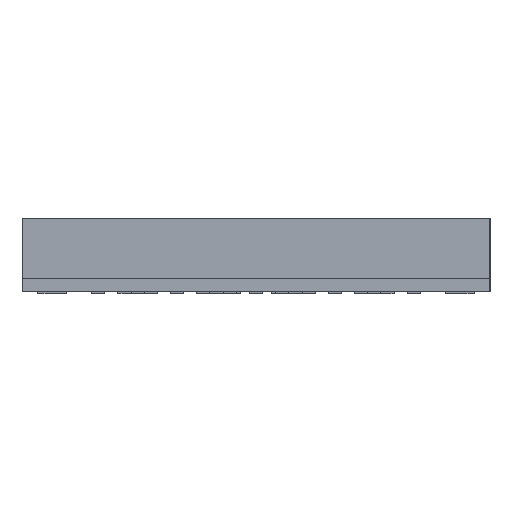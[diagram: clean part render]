
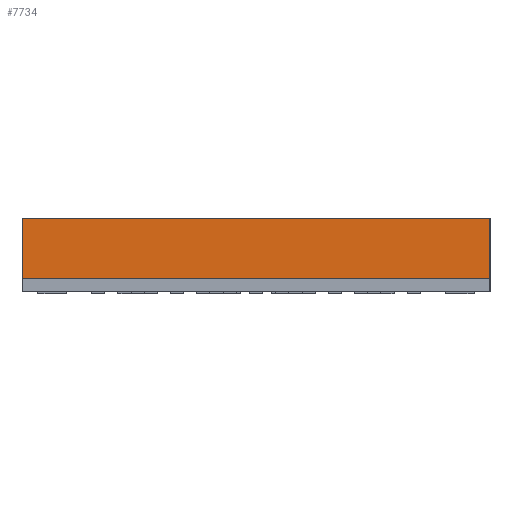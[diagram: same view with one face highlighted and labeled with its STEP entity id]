
A CAD part, left-side view. The second image highlights one B-rep face of the part: STEP entity #7734.
In plain terms, the highlighted planar face has unit normal (-1, 0, 0).
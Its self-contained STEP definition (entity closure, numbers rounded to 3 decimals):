
#2186=B_SPLINE_CURVE_WITH_KNOTS('',1,(#32925,#32926),.UNSPECIFIED.,.F.,
 .F.,(2,2),(0.,1.15),.UNSPECIFIED.);
#2189=B_SPLINE_CURVE_WITH_KNOTS('',1,(#32931,#32932),.UNSPECIFIED.,.F.,
 .F.,(2,2),(-29.2,-20.3),.UNSPECIFIED.);
#2190=B_SPLINE_CURVE_WITH_KNOTS('',1,(#32933,#32934),.UNSPECIFIED.,.F.,
 .F.,(2,2),(0.,1.15),.UNSPECIFIED.);
#2191=B_SPLINE_CURVE_WITH_KNOTS('',1,(#32935,#32936),.UNSPECIFIED.,.F.,
 .F.,(2,2),(-29.2,-20.3),.UNSPECIFIED.);
#7734=ADVANCED_FACE('',(#8494),#22300,.T.);
#8494=FACE_OUTER_BOUND('',#9320,.T.);
#9320=EDGE_LOOP('',(#12026,#12027,#12028,#12029));
#12026=ORIENTED_EDGE('',*,*,#16802,.T.);
#12027=ORIENTED_EDGE('',*,*,#16803,.T.);
#12028=ORIENTED_EDGE('',*,*,#16804,.F.);
#12029=ORIENTED_EDGE('',*,*,#16799,.F.);
#16799=EDGE_CURVE('',#20695,#20696,#2186,.T.);
#16802=EDGE_CURVE('',#20695,#20698,#2189,.T.);
#16803=EDGE_CURVE('',#20698,#20699,#2190,.T.);
#16804=EDGE_CURVE('',#20696,#20699,#2191,.T.);
#20695=VERTEX_POINT('',#32916);
#20696=VERTEX_POINT('',#32917);
#20698=VERTEX_POINT('',#32919);
#20699=VERTEX_POINT('',#32920);
#22300=PLANE('',#23080);
#23080=AXIS2_PLACEMENT_3D('',#32911,#23844,$);
#23844=DIRECTION('',(-1.,0.,0.));
#32911=CARTESIAN_POINT('',(0.,0.,1.44));
#32916=CARTESIAN_POINT('',(0.,0.,1.44));
#32917=CARTESIAN_POINT('',(0.,0.,0.29));
#32919=CARTESIAN_POINT('',(0.,8.9,1.44));
#32920=CARTESIAN_POINT('',(0.,8.9,0.29));
#32925=CARTESIAN_POINT('',(0.,0.,1.44));
#32926=CARTESIAN_POINT('',(0.,0.,0.29));
#32931=CARTESIAN_POINT('',(0.,0.,1.44));
#32932=CARTESIAN_POINT('',(0.,8.9,1.44));
#32933=CARTESIAN_POINT('',(0.,8.9,1.44));
#32934=CARTESIAN_POINT('',(0.,8.9,0.29));
#32935=CARTESIAN_POINT('',(0.,0.,0.29));
#32936=CARTESIAN_POINT('',(0.,8.9,0.29));
